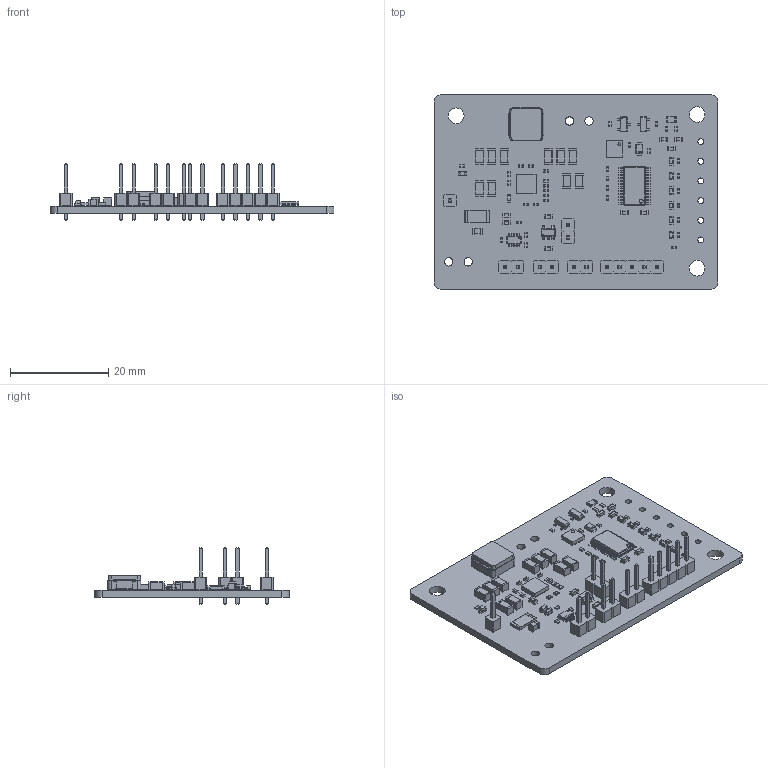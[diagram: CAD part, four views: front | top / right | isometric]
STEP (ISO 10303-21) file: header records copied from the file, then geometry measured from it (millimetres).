
FILE_DESCRIPTION(('KiCad electronic assembly'),'2;1');
FILE_NAME('solar_smart_station.step','2026-01-09T03:19:02',('Pcbnew'),( 'Kicad'),'Open CASCADE STEP processor 7.8','KiCad to STEP converter' ,'Unknown');
FILE_SCHEMA(('AUTOMOTIVE_DESIGN { 1 0 10303 214 1 1 1 1 }'));
Length unit declared in the file: millimetre
Products named in the file (55): solar_smart_station 1; R_0402_1005Metric; C_1206_3216Metric; C_0603_1608Metric; SOT-23; C_0805_2012Metric; C_0402_1005Metric; TSOT-23-8; R_2010_5025Metric; PinHeader_1x02_P2.54mm_Vertical; PinHeader_1x05_P2.54mm_Vertical; SOT-23-5; IHLP2525CZ; DIO_RB02_ROM; R_0805_2012Metric; PinHeader_1x01_P2.54mm_Vertical; PW0024A; BODY-TSSOP; LEAD-TSSOP; PIN1; RQM0029A; FRAME; SOLID; MOLD; LED_0603_1608Metric; VSON-8_3.3x3.3mm_P0.65mm_NexFET; kibot_pzl3cqzj_PCB
Assembly tree (137 placements, depth 4):
  solar_smart_station 1
    R_0402_1005Metric  x28
    C_1206_3216Metric  x10
    C_0603_1608Metric  x16
    SOT-23  x2
    C_0805_2012Metric
    C_0402_1005Metric  x6
    TSOT-23-8
    R_2010_5025Metric
    PinHeader_1x02_P2.54mm_Vertical  x4
    PinHeader_1x05_P2.54mm_Vertical
    SOT-23-5
    IHLP2525CZ
    DIO_RB02_ROM
    R_0805_2012Metric
    PinHeader_1x01_P2.54mm_Vertical
    PW0024A
      BODY-TSSOP
      LEAD-TSSOP  x24
      PIN1
    RQM0029A
      FRAME
        SOLID
        SOLID
        SOLID
        SOLID
        SOLID
        SOLID
        SOLID
        SOLID
        SOLID
        SOLID
        SOLID
        SOLID
        SOLID
        SOLID
        SOLID
        SOLID
        SOLID
        SOLID
        SOLID
        SOLID
        SOLID
        SOLID
        SOLID
        SOLID
        SOLID
        SOLID
        SOLID
        SOLID
        SOLID
      MOLD
    LED_0603_1608Metric
    VSON-8_3.3x3.3mm_P0.65mm_NexFET
    kibot_pzl3cqzj_PCB
Bounding box: 57.75 x 39.5 x 11.54 mm (x, y, z)
Volume: 3889.1 mm3; surface area: 6627.6 mm2
Topology: 136 solids, 136 shells, 3845 faces, 10013 edges, 6542 vertices
Faces by surface type: plane 2891, cylinder 882, bspline 64, sphere 8
Full cylindrical faces by diameter (mm): 0.6 x1, 1 x14, 1.2 x6, 1.7 x4, 3.2 x3
Entity records: 63710 total; most frequent: CARTESIAN_POINT 10046, ORIENTED_EDGE 9444, DIRECTION 8789, EDGE_CURVE 4722, LINE 4211, VECTOR 4211, VERTEX_POINT 3075, AXIS2_PLACEMENT_3D 2289
